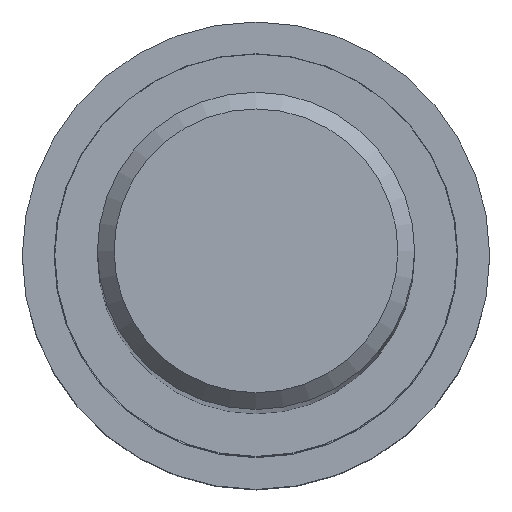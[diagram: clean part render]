
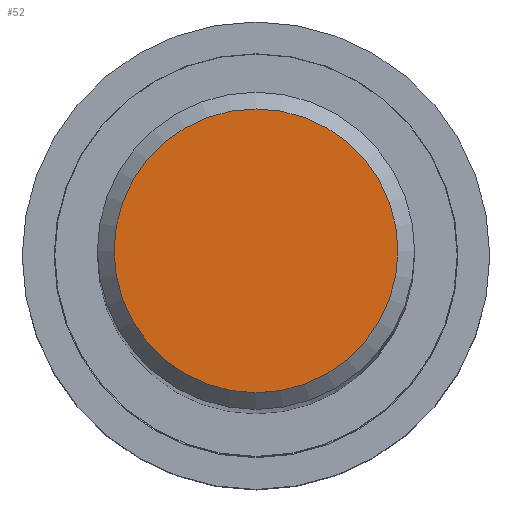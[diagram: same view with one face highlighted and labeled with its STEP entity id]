
A CAD part, top view. The second image highlights one B-rep face of the part: STEP entity #52.
In plain terms, the highlighted planar face has unit normal (0, 0, 1).
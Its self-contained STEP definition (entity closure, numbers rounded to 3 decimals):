
#35=FACE_OUTER_BOUND('',#89,.T.);
#39=PLANE('',#192);
#52=ADVANCED_FACE('',(#35),#39,.T.);
#89=EDGE_LOOP('',(#107));
#107=ORIENTED_EDGE('',*,*,#126,.F.);
#117=VERTEX_POINT('',#274);
#126=EDGE_CURVE('',#117,#117,#135,.T.);
#135=CIRCLE('',#190,8.5);
#190=AXIS2_PLACEMENT_3D('',#273,#234,#235);
#192=AXIS2_PLACEMENT_3D('',#276,#238,#239);
#234=DIRECTION('',(0.,0.,-1.));
#235=DIRECTION('',(0.,1.,0.));
#238=DIRECTION('',(0.,0.,1.));
#239=DIRECTION('',(0.,-1.,0.));
#273=CARTESIAN_POINT('',(0.,0.,0.));
#274=CARTESIAN_POINT('',(0.,8.5,0.));
#276=CARTESIAN_POINT('',(0.,-8.5,0.));
